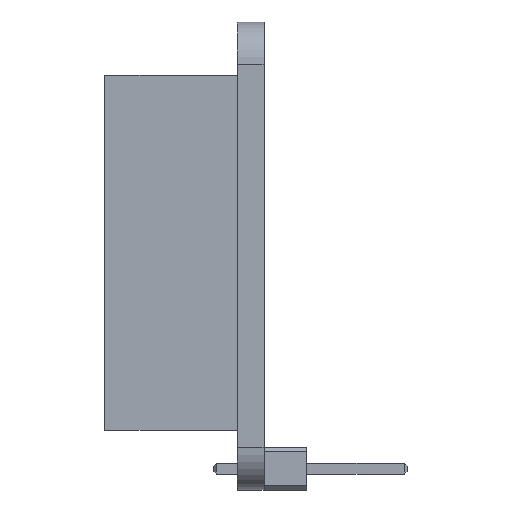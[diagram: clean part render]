
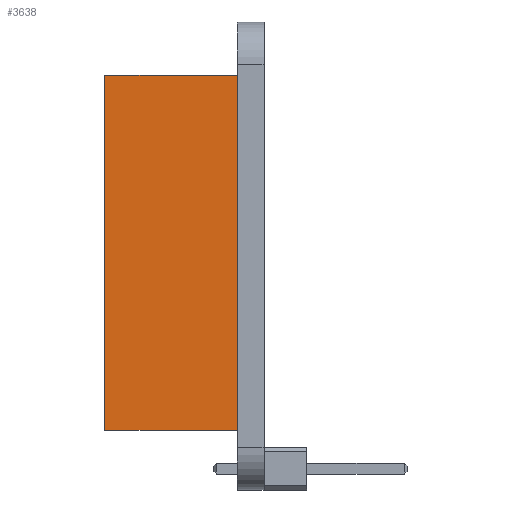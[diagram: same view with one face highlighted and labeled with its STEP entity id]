
A CAD part, left-side view. The second image highlights one B-rep face of the part: STEP entity #3638.
In plain terms, the highlighted planar face has unit normal (-1, 0, 0).
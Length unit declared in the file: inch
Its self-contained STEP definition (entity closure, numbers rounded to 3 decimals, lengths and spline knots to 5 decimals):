
#595=FACE_OUTER_BOUND('',#880,.T.);
#880=EDGE_LOOP('',(#3299,#3300,#3301,#3302));
#1243=LINE('',#5862,#1612);
#1244=LINE('',#5864,#1613);
#1245=LINE('',#5866,#1614);
#1246=LINE('',#5867,#1615);
#1612=VECTOR('',#4899,0.3937);
#1613=VECTOR('',#4900,0.3937);
#1614=VECTOR('',#4901,0.3937);
#1615=VECTOR('',#4902,0.3937);
#1914=VERTEX_POINT('',#5860);
#1915=VERTEX_POINT('',#5861);
#1916=VERTEX_POINT('',#5863);
#1917=VERTEX_POINT('',#5865);
#2377=EDGE_CURVE('',#1914,#1915,#1243,.T.);
#2378=EDGE_CURVE('',#1914,#1916,#1244,.T.);
#2379=EDGE_CURVE('',#1917,#1916,#1245,.T.);
#2380=EDGE_CURVE('',#1915,#1917,#1246,.T.);
#3299=ORIENTED_EDGE('',*,*,#2377,.F.);
#3300=ORIENTED_EDGE('',*,*,#2378,.T.);
#3301=ORIENTED_EDGE('',*,*,#2379,.F.);
#3302=ORIENTED_EDGE('',*,*,#2380,.F.);
#3453=PLANE('',#3964);
#3638=ADVANCED_FACE('',(#595),#3453,.T.);
#3964=AXIS2_PLACEMENT_3D('',#5859,#4897,#4898);
#4897=DIRECTION('center_axis',(-1.,0.,0.));
#4898=DIRECTION('ref_axis',(0.,0.,1.));
#4899=DIRECTION('',(0.,0.,-1.));
#4900=DIRECTION('',(0.,1.,0.));
#4901=DIRECTION('',(0.,0.,1.));
#4902=DIRECTION('',(0.,1.,0.));
#5859=CARTESIAN_POINT('Origin',(-1.2,0.06299,0.09));
#5860=CARTESIAN_POINT('',(-1.2,0.06299,0.925));
#5861=CARTESIAN_POINT('',(-1.2,0.06299,0.09));
#5862=CARTESIAN_POINT('',(-1.2,0.06299,0.925));
#5863=CARTESIAN_POINT('',(-1.2,0.37399,0.925));
#5864=CARTESIAN_POINT('',(-1.2,0.06299,0.925));
#5865=CARTESIAN_POINT('',(-1.2,0.37399,0.09));
#5866=CARTESIAN_POINT('',(-1.2,0.37399,0.925));
#5867=CARTESIAN_POINT('',(-1.2,0.06299,0.09));
